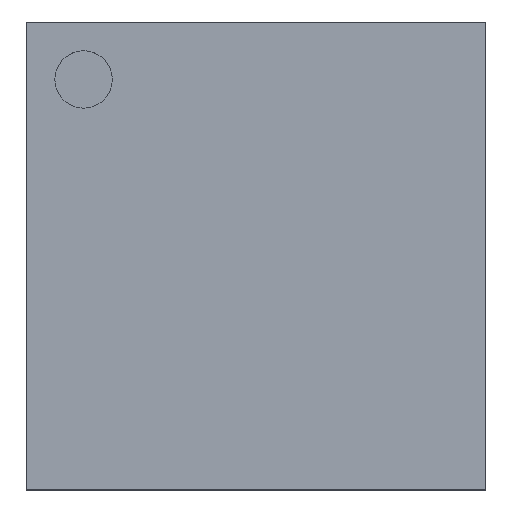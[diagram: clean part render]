
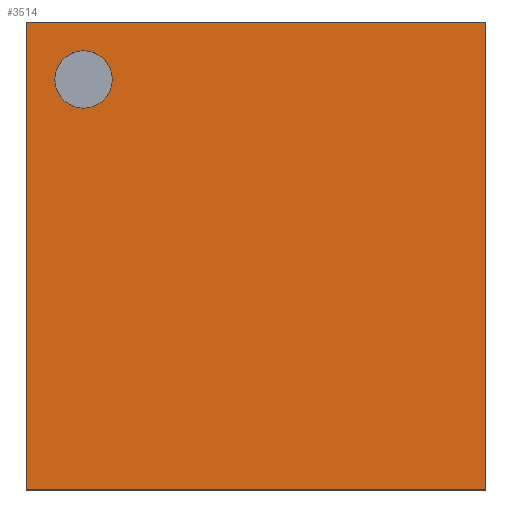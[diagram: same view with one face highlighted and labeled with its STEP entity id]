
A CAD part, top view. The second image highlights one B-rep face of the part: STEP entity #3514.
In plain terms, the highlighted planar face has unit normal (0, 0, 1).
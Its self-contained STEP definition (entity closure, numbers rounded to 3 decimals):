
#3325 = VERTEX_POINT('',#3326);
#3326 = CARTESIAN_POINT('',(-1.772,-1.804,0.514));
#3333 = PLANE('',#3334);
#3334 = AXIS2_PLACEMENT_3D('',#3335,#3336,#3337);
#3335 = CARTESIAN_POINT('',(-1.772,-1.804,0.214));
#3336 = DIRECTION('',(1.,0.,0.));
#3337 = DIRECTION('',(0.,0.,1.));
#3345 = PLANE('',#3346);
#3346 = AXIS2_PLACEMENT_3D('',#3347,#3348,#3349);
#3347 = CARTESIAN_POINT('',(-1.772,-1.804,0.214));
#3348 = DIRECTION('',(0.,1.,0.));
#3349 = DIRECTION('',(0.,0.,1.));
#3386 = VERTEX_POINT('',#3387);
#3387 = CARTESIAN_POINT('',(-1.772,1.804,0.514));
#3401 = PLANE('',#3402);
#3402 = AXIS2_PLACEMENT_3D('',#3403,#3404,#3405);
#3403 = CARTESIAN_POINT('',(-1.772,1.804,0.214));
#3404 = DIRECTION('',(0.,1.,0.));
#3405 = DIRECTION('',(0.,0.,1.));
#3413 = EDGE_CURVE('',#3325,#3386,#3414,.T.);
#3414 = SURFACE_CURVE('',#3415,(#3419,#3426),.PCURVE_S1.);
#3415 = LINE('',#3416,#3417);
#3416 = CARTESIAN_POINT('',(-1.772,-1.804,0.514));
#3417 = VECTOR('',#3418,1.);
#3418 = DIRECTION('',(0.,1.,0.));
#3419 = PCURVE('',#3333,#3420);
#3420 = DEFINITIONAL_REPRESENTATION('',(#3421),#3425);
#3421 = LINE('',#3422,#3423);
#3422 = CARTESIAN_POINT('',(0.3,0.));
#3423 = VECTOR('',#3424,1.);
#3424 = DIRECTION('',(0.,-1.));
#3425 = ( GEOMETRIC_REPRESENTATION_CONTEXT(2) 
PARAMETRIC_REPRESENTATION_CONTEXT() REPRESENTATION_CONTEXT('2D SPACE',''
  ) );
#3426 = PCURVE('',#3427,#3432);
#3427 = PLANE('',#3428);
#3428 = AXIS2_PLACEMENT_3D('',#3429,#3430,#3431);
#3429 = CARTESIAN_POINT('',(-1.772,-1.804,0.514));
#3430 = DIRECTION('',(0.,0.,1.));
#3431 = DIRECTION('',(1.,0.,0.));
#3432 = DEFINITIONAL_REPRESENTATION('',(#3433),#3437);
#3433 = LINE('',#3434,#3435);
#3434 = CARTESIAN_POINT('',(0.,0.));
#3435 = VECTOR('',#3436,1.);
#3436 = DIRECTION('',(0.,1.));
#3437 = ( GEOMETRIC_REPRESENTATION_CONTEXT(2) 
PARAMETRIC_REPRESENTATION_CONTEXT() REPRESENTATION_CONTEXT('2D SPACE',''
  ) );
#3466 = EDGE_CURVE('',#3325,#3467,#3469,.T.);
#3467 = VERTEX_POINT('',#3468);
#3468 = CARTESIAN_POINT('',(1.772,-1.804,0.514));
#3469 = SURFACE_CURVE('',#3470,(#3474,#3481),.PCURVE_S1.);
#3470 = LINE('',#3471,#3472);
#3471 = CARTESIAN_POINT('',(-1.772,-1.804,0.514));
#3472 = VECTOR('',#3473,1.);
#3473 = DIRECTION('',(1.,0.,0.));
#3474 = PCURVE('',#3345,#3475);
#3475 = DEFINITIONAL_REPRESENTATION('',(#3476),#3480);
#3476 = LINE('',#3477,#3478);
#3477 = CARTESIAN_POINT('',(0.3,0.));
#3478 = VECTOR('',#3479,1.);
#3479 = DIRECTION('',(0.,1.));
#3480 = ( GEOMETRIC_REPRESENTATION_CONTEXT(2) 
PARAMETRIC_REPRESENTATION_CONTEXT() REPRESENTATION_CONTEXT('2D SPACE',''
  ) );
#3481 = PCURVE('',#3427,#3482);
#3482 = DEFINITIONAL_REPRESENTATION('',(#3483),#3487);
#3483 = LINE('',#3484,#3485);
#3484 = CARTESIAN_POINT('',(0.,0.));
#3485 = VECTOR('',#3486,1.);
#3486 = DIRECTION('',(1.,0.));
#3487 = ( GEOMETRIC_REPRESENTATION_CONTEXT(2) 
PARAMETRIC_REPRESENTATION_CONTEXT() REPRESENTATION_CONTEXT('2D SPACE',''
  ) );
#3503 = PLANE('',#3504);
#3504 = AXIS2_PLACEMENT_3D('',#3505,#3506,#3507);
#3505 = CARTESIAN_POINT('',(1.772,-1.804,0.214));
#3506 = DIRECTION('',(1.,0.,0.));
#3507 = DIRECTION('',(0.,0.,1.));
#3514 = ADVANCED_FACE('',(#3515,#3563),#3427,.T.);
#3515 = FACE_BOUND('',#3516,.T.);
#3516 = EDGE_LOOP('',(#3517,#3518,#3519,#3542));
#3517 = ORIENTED_EDGE('',*,*,#3413,.F.);
#3518 = ORIENTED_EDGE('',*,*,#3466,.T.);
#3519 = ORIENTED_EDGE('',*,*,#3520,.T.);
#3520 = EDGE_CURVE('',#3467,#3521,#3523,.T.);
#3521 = VERTEX_POINT('',#3522);
#3522 = CARTESIAN_POINT('',(1.772,1.804,0.514));
#3523 = SURFACE_CURVE('',#3524,(#3528,#3535),.PCURVE_S1.);
#3524 = LINE('',#3525,#3526);
#3525 = CARTESIAN_POINT('',(1.772,-1.804,0.514));
#3526 = VECTOR('',#3527,1.);
#3527 = DIRECTION('',(0.,1.,0.));
#3528 = PCURVE('',#3427,#3529);
#3529 = DEFINITIONAL_REPRESENTATION('',(#3530),#3534);
#3530 = LINE('',#3531,#3532);
#3531 = CARTESIAN_POINT('',(3.544,0.));
#3532 = VECTOR('',#3533,1.);
#3533 = DIRECTION('',(0.,1.));
#3534 = ( GEOMETRIC_REPRESENTATION_CONTEXT(2) 
PARAMETRIC_REPRESENTATION_CONTEXT() REPRESENTATION_CONTEXT('2D SPACE',''
  ) );
#3535 = PCURVE('',#3503,#3536);
#3536 = DEFINITIONAL_REPRESENTATION('',(#3537),#3541);
#3537 = LINE('',#3538,#3539);
#3538 = CARTESIAN_POINT('',(0.3,0.));
#3539 = VECTOR('',#3540,1.);
#3540 = DIRECTION('',(0.,-1.));
#3541 = ( GEOMETRIC_REPRESENTATION_CONTEXT(2) 
PARAMETRIC_REPRESENTATION_CONTEXT() REPRESENTATION_CONTEXT('2D SPACE',''
  ) );
#3542 = ORIENTED_EDGE('',*,*,#3543,.F.);
#3543 = EDGE_CURVE('',#3386,#3521,#3544,.T.);
#3544 = SURFACE_CURVE('',#3545,(#3549,#3556),.PCURVE_S1.);
#3545 = LINE('',#3546,#3547);
#3546 = CARTESIAN_POINT('',(-1.772,1.804,0.514));
#3547 = VECTOR('',#3548,1.);
#3548 = DIRECTION('',(1.,0.,0.));
#3549 = PCURVE('',#3427,#3550);
#3550 = DEFINITIONAL_REPRESENTATION('',(#3551),#3555);
#3551 = LINE('',#3552,#3553);
#3552 = CARTESIAN_POINT('',(0.,3.607));
#3553 = VECTOR('',#3554,1.);
#3554 = DIRECTION('',(1.,0.));
#3555 = ( GEOMETRIC_REPRESENTATION_CONTEXT(2) 
PARAMETRIC_REPRESENTATION_CONTEXT() REPRESENTATION_CONTEXT('2D SPACE',''
  ) );
#3556 = PCURVE('',#3401,#3557);
#3557 = DEFINITIONAL_REPRESENTATION('',(#3558),#3562);
#3558 = LINE('',#3559,#3560);
#3559 = CARTESIAN_POINT('',(0.3,0.));
#3560 = VECTOR('',#3561,1.);
#3561 = DIRECTION('',(0.,1.));
#3562 = ( GEOMETRIC_REPRESENTATION_CONTEXT(2) 
PARAMETRIC_REPRESENTATION_CONTEXT() REPRESENTATION_CONTEXT('2D SPACE',''
  ) );
#3563 = FACE_BOUND('',#3564,.T.);
#3564 = EDGE_LOOP('',(#3565));
#3565 = ORIENTED_EDGE('',*,*,#3566,.F.);
#3566 = EDGE_CURVE('',#3567,#3567,#3569,.T.);
#3567 = VERTEX_POINT('',#3568);
#3568 = CARTESIAN_POINT('',(-1.108,1.361,0.514));
#3569 = SURFACE_CURVE('',#3570,(#3575,#3582),.PCURVE_S1.);
#3570 = CIRCLE('',#3571,0.222);
#3571 = AXIS2_PLACEMENT_3D('',#3572,#3573,#3574);
#3572 = CARTESIAN_POINT('',(-1.329,1.361,0.514));
#3573 = DIRECTION('',(0.,0.,1.));
#3574 = DIRECTION('',(1.,0.,0.));
#3575 = PCURVE('',#3427,#3576);
#3576 = DEFINITIONAL_REPRESENTATION('',(#3577),#3581);
#3577 = CIRCLE('',#3578,0.222);
#3578 = AXIS2_PLACEMENT_2D('',#3579,#3580);
#3579 = CARTESIAN_POINT('',(0.443,3.164));
#3580 = DIRECTION('',(1.,0.));
#3581 = ( GEOMETRIC_REPRESENTATION_CONTEXT(2) 
PARAMETRIC_REPRESENTATION_CONTEXT() REPRESENTATION_CONTEXT('2D SPACE',''
  ) );
#3582 = PCURVE('',#3583,#3588);
#3583 = CYLINDRICAL_SURFACE('',#3584,0.222);
#3584 = AXIS2_PLACEMENT_3D('',#3585,#3586,#3587);
#3585 = CARTESIAN_POINT('',(-1.329,1.361,0.463));
#3586 = DIRECTION('',(0.,0.,1.));
#3587 = DIRECTION('',(1.,0.,0.));
#3588 = DEFINITIONAL_REPRESENTATION('',(#3589),#3593);
#3589 = LINE('',#3590,#3591);
#3590 = CARTESIAN_POINT('',(0.,0.051));
#3591 = VECTOR('',#3592,1.);
#3592 = DIRECTION('',(1.,0.));
#3593 = ( GEOMETRIC_REPRESENTATION_CONTEXT(2) 
PARAMETRIC_REPRESENTATION_CONTEXT() REPRESENTATION_CONTEXT('2D SPACE',''
  ) );
